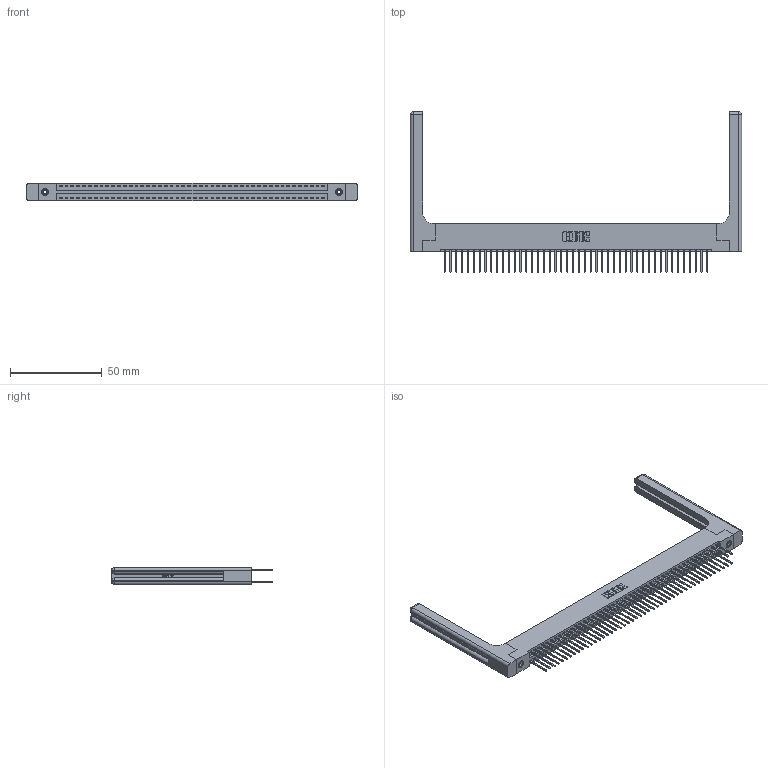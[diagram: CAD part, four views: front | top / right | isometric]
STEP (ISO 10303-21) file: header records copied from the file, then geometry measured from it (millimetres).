
FILE_DESCRIPTION (( 'STEP AP203' ), '1' );
FILE_NAME ('396-092-522-258.STEP', '2019-10-31T02:32:41', ( '' ), ( '' ), 'SwSTEP 2.0', 'SolidWorks 2016', '' );
FILE_SCHEMA (( 'CONFIG_CONTROL_DESIGN' ));
Length unit declared in the file: inch
Products named in the file (5): 396-092-522-258; 346 Part_Flush Mounting Lugs - 0.156 Dia-TH; 345-250-001_345-250-001-102; 346-220-058_345-220-058; 345-292-001_345-293-122
Assembly tree (97 placements, depth 2):
  396-092-522-258
    346 Part_Flush Mounting Lugs - 0.156 Dia-TH
    345-292-001_345-293-122  x92
    345-250-001_345-250-001-102  x2
    346-220-058_345-220-058  x2
Bounding box: 180.11 x 87.38 x 9.4 mm (x, y, z)
Volume: 25324.1 mm3; surface area: 30636.8 mm2
Topology: 97 solids, 97 shells, 5162 faces, 15255 edges, 10026 vertices
Faces by surface type: plane 3444, cylinder 1658, bspline 36, cone 12, sphere 8, torus 4
Entity records: 34682 total; most frequent: CARTESIAN_POINT 6717, ORIENTED_EDGE 5448, DIRECTION 4904, EDGE_CURVE 2724, LINE 2316, VECTOR 2316, VERTEX_POINT 1806, AXIS2_PLACEMENT_3D 1294
